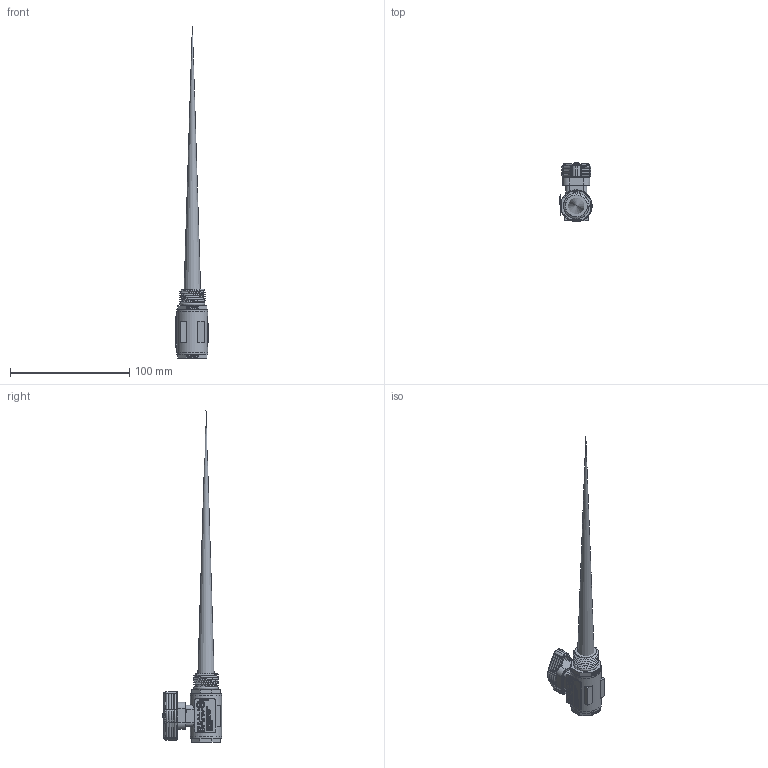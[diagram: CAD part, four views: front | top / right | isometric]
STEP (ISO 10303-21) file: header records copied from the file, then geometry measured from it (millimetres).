
FILE_DESCRIPTION(/* description */ ('3/8" FML X 1/2" MALE NPT MICROVLV LCK HND'),/* implementation_level */ '2;1');
FILE_NAME(/* name */ 'LV038050MTLV.stp',/* time_stamp */ '2017-12-06T14:27:39-05:00',/* author */ ('areid'),/* organization */ (''),/* preprocessor_version */ 'ST-DEVELOPER v17',/* originating_system */ 'Autodesk Inventor 2018',/* authorisation */ '');
FILE_SCHEMA (('AUTOMOTIVE_DESIGN { 1 0 10303 214 3 1 1 }'));
Products named in the file (16): LV038050MTLV; LV03258V; LV03256; LVMT03556; UV15163V; LV03254A; AQ010V; WS10002; LEV03255; LV02151; LV02153L; LV02153C; B0424038T; LV02153S; VL1005; LST1300D
Assembly tree (16 placements, depth 2):
  LV038050MTLV
    LV03258V  x2
    LV03256
    LVMT03556
    UV15163V
    LV03254A
    AQ010V
    WS10002
    LEV03255
    LV02151
    LV02153L
    LV02153C
    B0424038T
    LV02153S
    VL1005
    LST1300D
Bounding box: 26.99 x 49.79 x 278.88 mm (x, y, z)
Volume: 31000.1 mm3; surface area: 39882.4 mm2
Topology: 16 solids, 16 shells, 3540 faces, 9027 edges, 5891 vertices
Faces by surface type: plane 2353, bspline 751, cylinder 255, torus 101, cone 50, sphere 30
Full cylindrical faces by diameter (mm): 1.524 x4, 2.261 x1, 2.362 x3, 2.845 x1, 3.175 x1, 6.35 x2, 6.375 x1, 6.528 x1, 6.604 x1, 8.636 x1, 9.296 x1, 9.449 x1, 9.525 x1, 9.55 x1, 10.033 x1, 10.16 x1, 10.693 x2, 12.09 x1, 14.021 x1, 14.275 x1, 18.433 x6, 19.939 x2, 20.625 x2, 21.082 x2, 21.463 x2, 23.368 x2, 26.289 x3
Entity records: 116854 total; most frequent: CARTESIAN_POINT 34036, ORIENTED_EDGE 17870, DIRECTION 14361, EDGE_CURVE 8935, VERTEX_POINT 5873, LINE 5861, VECTOR 5861, AXIS2_PLACEMENT_3D 4250
